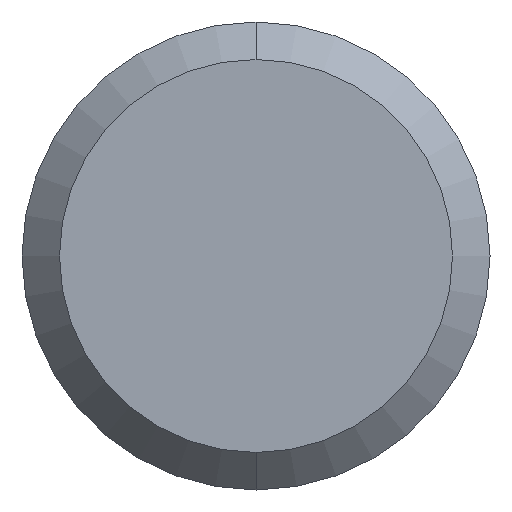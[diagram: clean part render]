
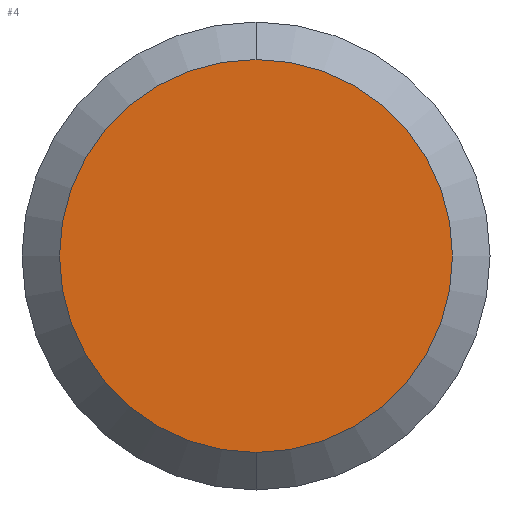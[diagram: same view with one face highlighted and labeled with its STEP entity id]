
A CAD part, front view. The second image highlights one B-rep face of the part: STEP entity #4.
In plain terms, the highlighted planar face has unit normal (0, -1, 0).
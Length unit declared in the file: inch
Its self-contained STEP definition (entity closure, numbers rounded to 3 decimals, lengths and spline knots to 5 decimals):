
#4 = ADVANCED_FACE ( 'NONE', ( #258 ), #14, .F. ) ;
#14 = PLANE ( 'NONE',  #182 ) ;
#17 = DIRECTION ( 'NONE',  ( 0., 1., 0. ) ) ;
#39 = CARTESIAN_POINT ( 'NONE',  ( 0., 0., 0. ) ) ;
#57 = CARTESIAN_POINT ( 'NONE',  ( 0., 0., -0.10485 ) ) ;
#83 = VERTEX_POINT ( 'NONE', #101 ) ;
#93 = AXIS2_PLACEMENT_3D ( 'NONE', #163, #247, #251 ) ;
#101 = CARTESIAN_POINT ( 'NONE',  ( 0., 0., 0.10485 ) ) ;
#104 = AXIS2_PLACEMENT_3D ( 'NONE', #244, #224, #179 ) ;
#126 = DIRECTION ( 'NONE',  ( 0., 0., 1. ) ) ;
#134 = CIRCLE ( 'NONE', #104, 0.10485 ) ;
#163 = CARTESIAN_POINT ( 'NONE',  ( 0., 0., 0. ) ) ;
#169 = ORIENTED_EDGE ( 'NONE', *, *, #206, .T. ) ;
#174 = VERTEX_POINT ( 'NONE', #57 ) ;
#179 = DIRECTION ( 'NONE',  ( 0., 0., 1. ) ) ;
#182 = AXIS2_PLACEMENT_3D ( 'NONE', #39, #17, #126 ) ;
#199 = ORIENTED_EDGE ( 'NONE', *, *, #227, .T. ) ;
#206 = EDGE_CURVE ( 'NONE', #83, #174, #134, .T. ) ;
#224 = DIRECTION ( 'NONE',  ( 0., -1., 0. ) ) ;
#227 = EDGE_CURVE ( 'NONE', #174, #83, #231, .T. ) ;
#231 = CIRCLE ( 'NONE', #93, 0.10485 ) ;
#232 = EDGE_LOOP ( 'NONE', ( #169, #199 ) ) ;
#244 = CARTESIAN_POINT ( 'NONE',  ( 0., 0., 0. ) ) ;
#247 = DIRECTION ( 'NONE',  ( 0., -1., 0. ) ) ;
#251 = DIRECTION ( 'NONE',  ( 0., 0., 1. ) ) ;
#258 = FACE_OUTER_BOUND ( 'NONE', #232, .T. ) ;
